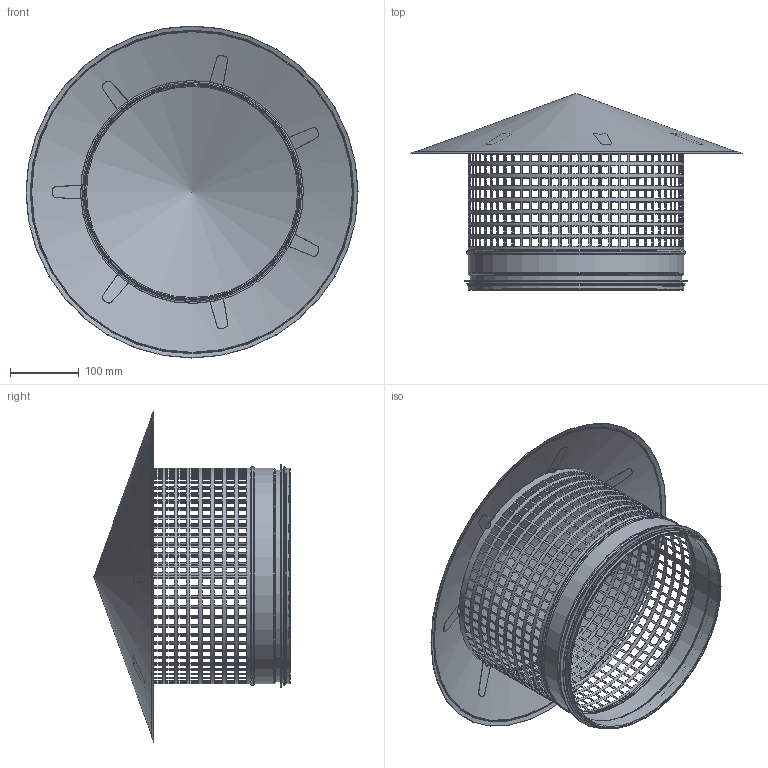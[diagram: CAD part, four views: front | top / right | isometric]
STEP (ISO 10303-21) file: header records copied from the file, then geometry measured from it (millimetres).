
FILE_DESCRIPTION(/* description */ ('Takhatt'),/* implementation_level */ '2;1');
FILE_NAME(/* name */ 'NA10008.stp',/* time_stamp */ '2016-11-28T03:41:24-08:00',/* author */ ('CAD'),/* organization */ (''),/* preprocessor_version */ 'ST-DEVELOPER v16.5',/* originating_system */ 'Autodesk Inventor 2017',/* authorisation */ '');
FILE_SCHEMA (('AUTOMOTIVE_DESIGN { 1 0 10303 214 3 1 1 }'));
Length unit declared in the file: millimetre
Products named in the file (4): HTH-07; HTH-AA-06; HTH-BB-03; 999008
Assembly tree (3 placements, depth 2):
  HTH-07
    HTH-AA-06
    HTH-BB-03
    999008
Bounding box: 483 x 286.3 x 483 mm (x, y, z)
Volume: 261107.3 mm3; surface area: 763761.4 mm2
Topology: 3 solids, 3 shells, 2698 faces, 7908 edges, 5203 vertices
Faces by surface type: plane 2458, bspline 105, torus 50, cone 43, cylinder 42
Full cylindrical faces by diameter (mm): 310.25 x1, 312.85 x3, 319.25 x1, 324.25 x1
Entity records: 96930 total; most frequent: CARTESIAN_POINT 18390, ORIENTED_EDGE 15762, DIRECTION 15510, EDGE_CURVE 7881, AXIS2_PLACEMENT_3D 5239, VERTEX_POINT 5201, LINE 5032, VECTOR 5032
